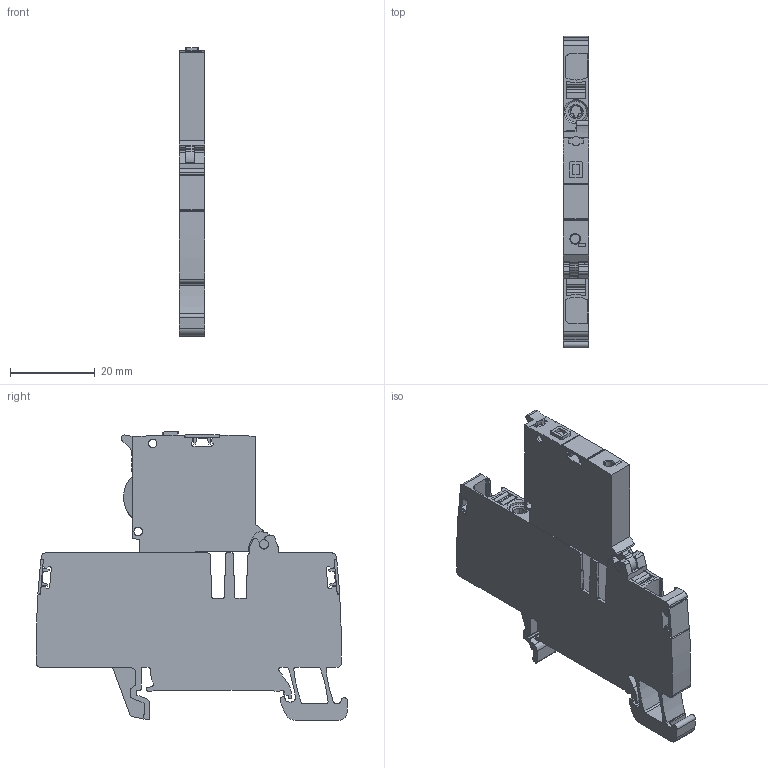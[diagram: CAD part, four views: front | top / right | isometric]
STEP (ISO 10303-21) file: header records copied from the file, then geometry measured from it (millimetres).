
FILE_DESCRIPTION(('CATIA V5R22 STEP214','CAx-IF Rec.Pracs.--- Model Styling and Organization---1.4--- 2014-01-23'),'2;1');
FILE_NAME ('1135683-1_1', '2019-07-10T05:22:36+00:00', ('Weidmueller Interface'), ('Weidmueller'), 'CATIA Version 5-6 Release 2016 SP3 HF44', 'CATIA V5 STEP AP214', 'none');
FILE_SCHEMA(('AUTOMOTIVE_DESIGN { 1 0 10303 214 1 1 1 1 }'));
Length unit declared in the file: millimetre
Products named in the file (1): 2675270000_AFS_4_2C_30-70V_DL_BK
Bounding box: 6.1 x 73.39 x 67.96 mm (x, y, z)
Volume: 16729.6 mm3; surface area: 10844.2 mm2
Topology: 9 solids, 9 shells, 965 faces, 2756 edges, 1841 vertices
Faces by surface type: plane 437, cylinder 428, torus 42, extrusion 41, cone 11, bspline 6
Entity records: 31183 total; most frequent: CARTESIAN_POINT 6831, ORIENTED_EDGE 5512, DIRECTION 4160, EDGE_CURVE 2756, VERTEX_POINT 1841, VECTOR 1762, LINE 1721, AXIS2_PLACEMENT_3D 1622
